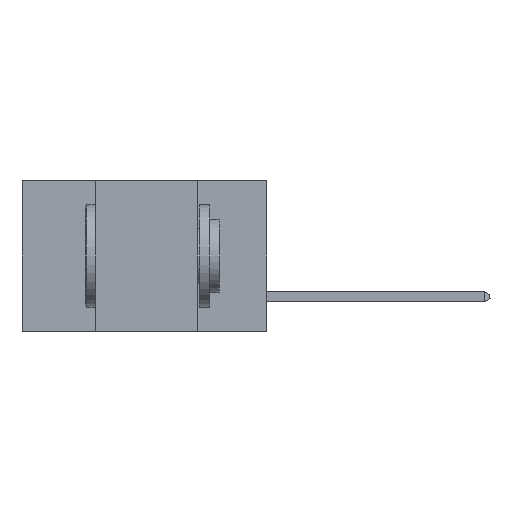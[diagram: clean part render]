
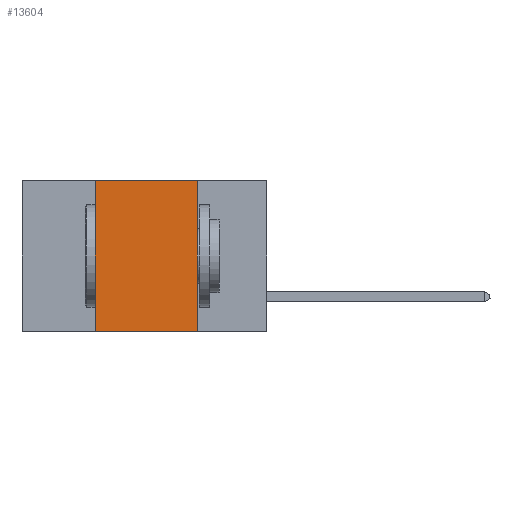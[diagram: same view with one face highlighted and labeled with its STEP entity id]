
A CAD part, left-side view. The second image highlights one B-rep face of the part: STEP entity #13604.
In plain terms, the highlighted planar face has unit normal (-1, 0, 0).
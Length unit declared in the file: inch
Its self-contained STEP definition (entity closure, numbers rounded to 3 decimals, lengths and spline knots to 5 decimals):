
#78 = VECTOR ( 'NONE', #12114, 39.37008 ) ;
#790 = EDGE_LOOP ( 'NONE', ( #23153, #15728, #15345, #3924 ) ) ;
#1668 = LINE ( 'NONE', #13292, #20629 ) ;
#3924 = ORIENTED_EDGE ( 'NONE', *, *, #23691, .T. ) ;
#4407 = LINE ( 'NONE', #14211, #12786 ) ;
#4545 = EDGE_CURVE ( 'NONE', #11236, #10943, #20758, .T. ) ;
#5569 = DIRECTION ( 'NONE',  ( 0., 0., -1. ) ) ;
#7349 = DIRECTION ( 'NONE',  ( 1., 0., 0. ) ) ;
#9641 = CARTESIAN_POINT ( 'NONE',  ( 0., 0.17, 0. ) ) ;
#9870 = CARTESIAN_POINT ( 'NONE',  ( 0., 0.17, -0.37 ) ) ;
#10427 = CARTESIAN_POINT ( 'NONE',  ( 0., 0.42, -0.37 ) ) ;
#10745 = VERTEX_POINT ( 'NONE', #9870 ) ;
#10943 = VERTEX_POINT ( 'NONE', #14459 ) ;
#11050 = VECTOR ( 'NONE', #23176, 39.37008 ) ;
#11227 = DIRECTION ( 'NONE',  ( 0., -1., 0. ) ) ;
#11236 = VERTEX_POINT ( 'NONE', #10427 ) ;
#12114 = DIRECTION ( 'NONE',  ( 0., 0., 1. ) ) ;
#12200 = LINE ( 'NONE', #9641, #11050 ) ;
#12276 = FACE_OUTER_BOUND ( 'NONE', #790, .T. ) ;
#12283 = CARTESIAN_POINT ( 'NONE',  ( 0., 0.42, 0. ) ) ;
#12786 = VECTOR ( 'NONE', #17926, 39.37008 ) ;
#12793 = AXIS2_PLACEMENT_3D ( 'NONE', #14720, #7349, #5569 ) ;
#13127 = EDGE_CURVE ( 'NONE', #10943, #22535, #1668, .T. ) ;
#13292 = CARTESIAN_POINT ( 'NONE',  ( 0., 0.6, 0. ) ) ;
#13604 = ADVANCED_FACE ( 'NONE', ( #12276 ), #21950, .F. ) ;
#14211 = CARTESIAN_POINT ( 'NONE',  ( 0., 0.6, -0.37 ) ) ;
#14459 = CARTESIAN_POINT ( 'NONE',  ( 0., 0.42, 0. ) ) ;
#14720 = CARTESIAN_POINT ( 'NONE',  ( 0., 0.6, 0. ) ) ;
#15345 = ORIENTED_EDGE ( 'NONE', *, *, #4545, .F. ) ;
#15728 = ORIENTED_EDGE ( 'NONE', *, *, #13127, .F. ) ;
#17926 = DIRECTION ( 'NONE',  ( 0., -1., 0. ) ) ;
#18460 = CARTESIAN_POINT ( 'NONE',  ( 0., 0.17, 0. ) ) ;
#20412 = EDGE_CURVE ( 'NONE', #22535, #10745, #12200, .T. ) ;
#20629 = VECTOR ( 'NONE', #11227, 39.37008 ) ;
#20758 = LINE ( 'NONE', #12283, #78 ) ;
#21950 = PLANE ( 'NONE',  #12793 ) ;
#22535 = VERTEX_POINT ( 'NONE', #18460 ) ;
#23153 = ORIENTED_EDGE ( 'NONE', *, *, #20412, .F. ) ;
#23176 = DIRECTION ( 'NONE',  ( 0., 0., -1. ) ) ;
#23691 = EDGE_CURVE ( 'NONE', #11236, #10745, #4407, .T. ) ;
